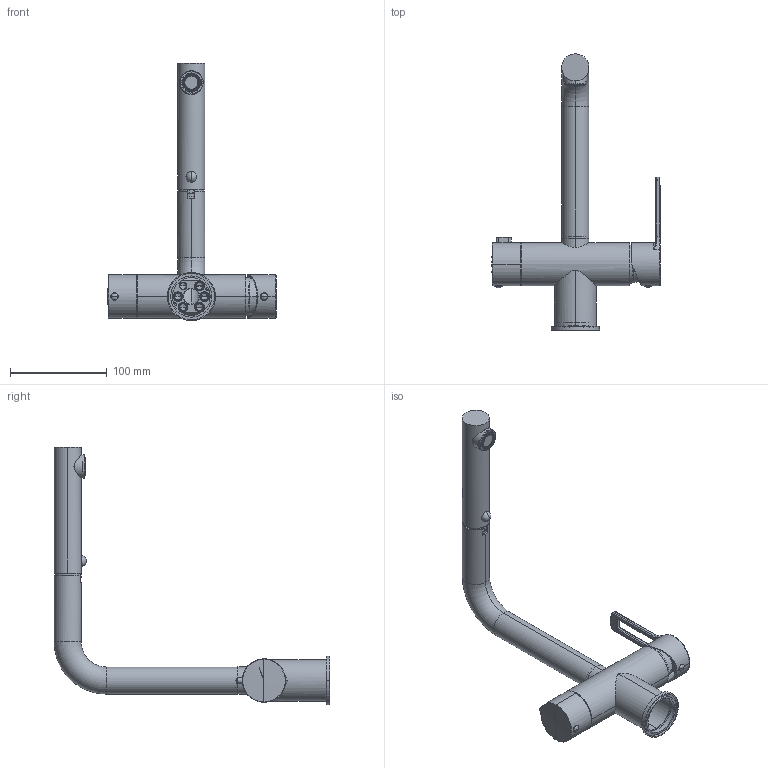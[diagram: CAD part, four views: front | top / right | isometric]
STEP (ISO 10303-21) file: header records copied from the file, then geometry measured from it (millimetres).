
FILE_DESCRIPTION((''),'2;1');
FILE_NAME('RIN295CR-MET','2021-04-13T09:45:00',('ut3'),('PAFFONI SpA'),'CREO PARAMETRIC BY PTC INC, 2020044','CREO PARAMETRIC BY PTC INC, 2020044','');
FILE_SCHEMA(('CONFIG_CONTROL_DESIGN','SHAPE_APPEARANCE_LAYERS_GROUPS'));
Length unit declared in the file: millimetre
Products named in the file (1): RIN295CR-MET
Bounding box: 173.82 x 285 x 266 mm (x, y, z)
Volume: 270032.6 mm3; surface area: 180109.4 mm2
Topology: 5 solids, 5 shells, 2719 faces, 7689 edges, 4914 vertices
Faces by surface type: plane 1360, cylinder 752, cone 258, torus 179, bspline 96, sphere 41, extrusion 33
Entity records: 128664 total; most frequent: CARTESIAN_POINT 37958, ORIENTED_EDGE 15298, DIRECTION 14454, EDGE_CURVE 7649, AXIS2_PLACEMENT_3D 5137, VERTEX_POINT 4914, VECTOR 4180, LINE 4147
